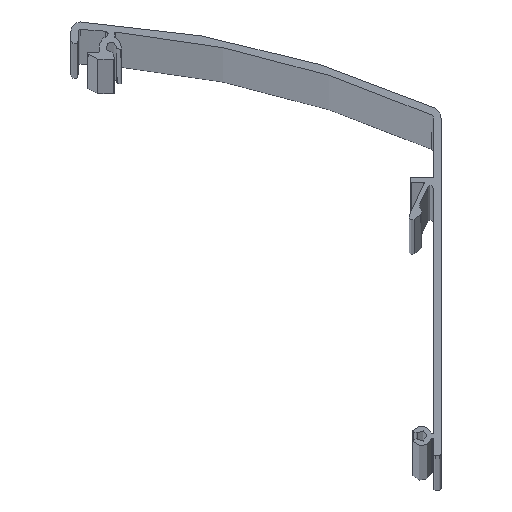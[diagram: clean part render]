
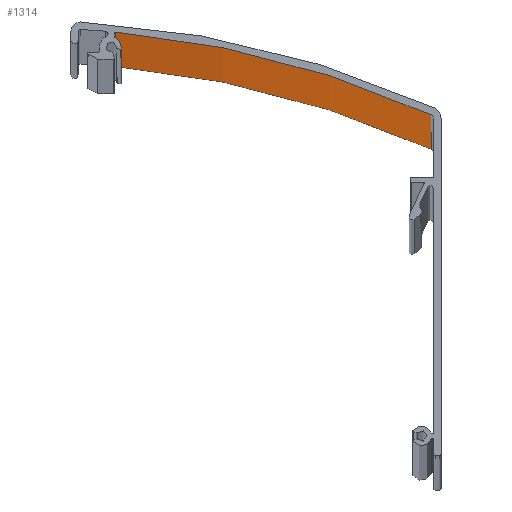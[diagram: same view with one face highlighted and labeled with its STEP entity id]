
A CAD part, top view. The second image highlights one B-rep face of the part: STEP entity #1314.
In plain terms, the highlighted cylindrical face has radius 297.7 mm (diameter 595.4 mm), a partial arc.
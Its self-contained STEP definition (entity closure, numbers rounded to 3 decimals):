
#81=LINE('',#2209,#197);
#82=LINE('',#2213,#198);
#197=VECTOR('',#1701,10.);
#198=VECTOR('',#1706,10.);
#310=CIRCLE('',#1434,297.7);
#322=CIRCLE('',#1452,297.7);
#364=CYLINDRICAL_SURFACE('',#1451,297.7);
#411=FACE_OUTER_BOUND('',#481,.T.);
#481=EDGE_LOOP('',(#1001,#1002,#1003,#1004));
#611=VERTEX_POINT('',#2162);
#612=VERTEX_POINT('',#2164);
#629=VERTEX_POINT('',#2208);
#630=VERTEX_POINT('',#2212);
#754=EDGE_CURVE('',#611,#612,#310,.T.);
#776=EDGE_CURVE('',#612,#629,#81,.T.);
#778=EDGE_CURVE('',#611,#630,#82,.T.);
#779=EDGE_CURVE('',#629,#630,#322,.T.);
#1001=ORIENTED_EDGE('',*,*,#776,.F.);
#1002=ORIENTED_EDGE('',*,*,#754,.F.);
#1003=ORIENTED_EDGE('',*,*,#778,.T.);
#1004=ORIENTED_EDGE('',*,*,#779,.F.);
#1314=ADVANCED_FACE('',(#411),#364,.F.);
#1434=AXIS2_PLACEMENT_3D('',#2165,#1658,#1659);
#1451=AXIS2_PLACEMENT_3D('',#2211,#1704,#1705);
#1452=AXIS2_PLACEMENT_3D('',#2214,#1707,#1708);
#1658=DIRECTION('center_axis',(0.,0.,1.));
#1659=DIRECTION('ref_axis',(-0.411,-0.911,0.));
#1701=DIRECTION('',(0.,0.,1.));
#1704=DIRECTION('center_axis',(0.,0.,1.));
#1705=DIRECTION('ref_axis',(-0.411,-0.911,0.));
#1706=DIRECTION('',(0.,0.,1.));
#1707=DIRECTION('center_axis',(0.,0.,-1.));
#1708=DIRECTION('ref_axis',(-0.411,-0.911,0.));
#2162=CARTESIAN_POINT('',(18.794,28.843,-3000.));
#2164=CARTESIAN_POINT('',(-77.382,54.044,-3000.));
#2165=CARTESIAN_POINT('Origin',(-103.695,-242.491,-3000.));
#2208=CARTESIAN_POINT('',(-77.382,54.044,3000.));
#2209=CARTESIAN_POINT('',(-77.382,54.044,0.));
#2211=CARTESIAN_POINT('Origin',(-103.695,-242.491,0.));
#2212=CARTESIAN_POINT('',(18.794,28.843,3000.));
#2213=CARTESIAN_POINT('',(18.794,28.843,0.));
#2214=CARTESIAN_POINT('Origin',(-103.695,-242.491,3000.));
